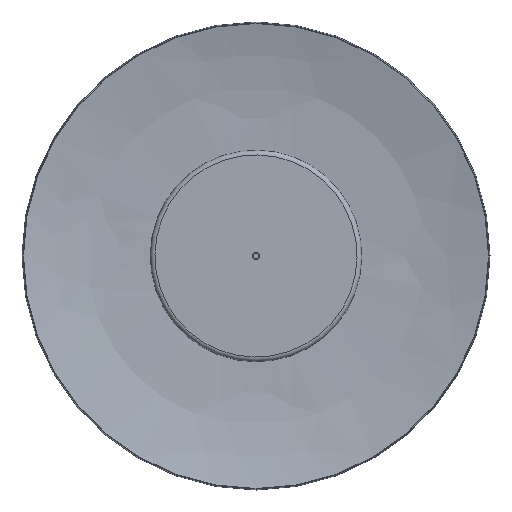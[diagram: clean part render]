
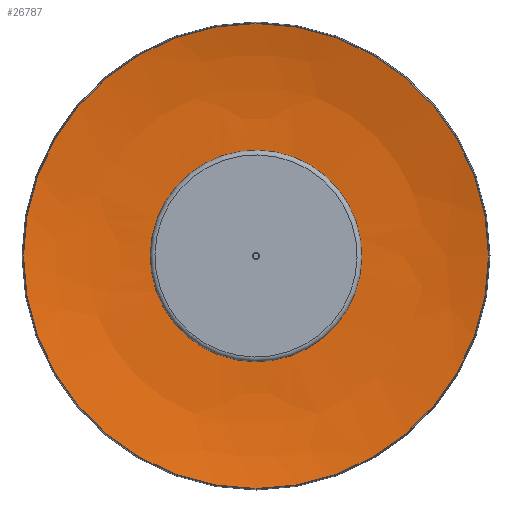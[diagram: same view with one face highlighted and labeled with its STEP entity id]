
A CAD part, front view. The second image highlights one B-rep face of the part: STEP entity #26787.
In plain terms, the highlighted free-form (B-spline) face has degree [2, 2] with [3, 9] control points.
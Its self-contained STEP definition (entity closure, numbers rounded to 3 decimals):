
#40=(
BOUNDED_SURFACE()
B_SPLINE_SURFACE(2,2,((#39269,#39270,#39271,#39272,#39273,#39274,#39275,
#39276,#39277),(#39278,#39279,#39280,#39281,#39282,#39283,#39284,#39285,
#39286),(#39287,#39288,#39289,#39290,#39291,#39292,#39293,#39294,#39295)),
 .UNSPECIFIED.,.F.,.T.,.F.)
B_SPLINE_SURFACE_WITH_KNOTS((3,3),(3,2,2,2,3),(-1.593,-1.318),
(-3.142,-1.571,0.,1.571,3.142),
 .UNSPECIFIED.)
GEOMETRIC_REPRESENTATION_ITEM()
RATIONAL_B_SPLINE_SURFACE(((1.,0.707,1.,0.707,1.,
0.707,1.,0.707,1.),(0.991,0.7,
0.991,0.7,0.991,0.7,
0.991,0.7,0.991),(1.,0.707,
1.,0.707,1.,0.707,1.,0.707,1.)))
REPRESENTATION_ITEM('')
SURFACE()
);
#7853=FACE_OUTER_BOUND('',#9416,.T.);
#9416=EDGE_LOOP('',(#19124,#19125,#19126,#19127,#19128,#19129));
#10979=CIRCLE('',#28661,112.304);
#10984=CIRCLE('',#28666,112.304);
#10985=CIRCLE('',#28667,248.401);
#10986=CIRCLE('',#28668,248.401);
#10987=CIRCLE('',#28669,500.);
#11915=VERTEX_POINT('',#39258);
#11916=VERTEX_POINT('',#39259);
#11920=VERTEX_POINT('',#39296);
#11921=VERTEX_POINT('',#39297);
#14578=EDGE_CURVE('',#11915,#11916,#10979,.T.);
#14583=EDGE_CURVE('',#11916,#11915,#10984,.T.);
#14584=EDGE_CURVE('',#11920,#11921,#10985,.T.);
#14585=EDGE_CURVE('',#11921,#11920,#10986,.T.);
#14586=EDGE_CURVE('',#11921,#11916,#10987,.T.);
#19124=ORIENTED_EDGE('',*,*,#14584,.F.);
#19125=ORIENTED_EDGE('',*,*,#14585,.F.);
#19126=ORIENTED_EDGE('',*,*,#14586,.T.);
#19127=ORIENTED_EDGE('',*,*,#14578,.F.);
#19128=ORIENTED_EDGE('',*,*,#14583,.F.);
#19129=ORIENTED_EDGE('',*,*,#14586,.F.);
#26787=ADVANCED_FACE('',(#7853),#40,.T.);
#28661=AXIS2_PLACEMENT_3D('',#39260,#31985,#31986);
#28666=AXIS2_PLACEMENT_3D('',#39268,#31995,#31996);
#28667=AXIS2_PLACEMENT_3D('',#39298,#31997,#31998);
#28668=AXIS2_PLACEMENT_3D('',#39299,#31999,#32000);
#28669=AXIS2_PLACEMENT_3D('',#39300,#32001,#32002);
#31985=DIRECTION('center_axis',(0.,-1.,0.));
#31986=DIRECTION('ref_axis',(0.,0.,
-1.));
#31995=DIRECTION('center_axis',(0.,-1.,0.));
#31996=DIRECTION('ref_axis',(0.,0.,
-1.));
#31997=DIRECTION('center_axis',(0.,1.,0.));
#31998=DIRECTION('ref_axis',(0.,0.,
-1.));
#31999=DIRECTION('center_axis',(0.,1.,0.));
#32000=DIRECTION('ref_axis',(0.,0.,
-1.));
#32001=DIRECTION('center_axis',(0.,0.,
1.));
#32002=DIRECTION('ref_axis',(1.,0.,0.));
#39258=CARTESIAN_POINT('',(0.,-36.494,112.304));
#39259=CARTESIAN_POINT('',(112.304,-36.494,0.));
#39260=CARTESIAN_POINT('Origin',(0.,-36.494,
0.));
#39268=CARTESIAN_POINT('Origin',(0.,-36.494,
0.));
#39269=CARTESIAN_POINT('Ctrl Pts',(112.304,-36.494,0.));
#39270=CARTESIAN_POINT('Ctrl Pts',(112.304,-36.494,112.304));
#39271=CARTESIAN_POINT('Ctrl Pts',(0.,-36.494,
112.304));
#39272=CARTESIAN_POINT('Ctrl Pts',(-112.304,-36.494,
112.304));
#39273=CARTESIAN_POINT('Ctrl Pts',(-112.304,-36.494,
0.));
#39274=CARTESIAN_POINT('Ctrl Pts',(-112.304,-36.494,
-112.304));
#39275=CARTESIAN_POINT('Ctrl Pts',(0.,-36.494,
-112.304));
#39276=CARTESIAN_POINT('Ctrl Pts',(112.304,-36.494,-112.304));
#39277=CARTESIAN_POINT('Ctrl Pts',(112.304,-36.494,0.));
#39278=CARTESIAN_POINT('Ctrl Pts',(181.441,-34.951,0.));
#39279=CARTESIAN_POINT('Ctrl Pts',(181.441,-34.951,181.441));
#39280=CARTESIAN_POINT('Ctrl Pts',(0.,-34.951,
181.441));
#39281=CARTESIAN_POINT('Ctrl Pts',(-181.441,-34.951,
181.441));
#39282=CARTESIAN_POINT('Ctrl Pts',(-181.441,-34.951,
0.));
#39283=CARTESIAN_POINT('Ctrl Pts',(-181.441,-34.951,
-181.441));
#39284=CARTESIAN_POINT('Ctrl Pts',(0.,-34.951,
-181.441));
#39285=CARTESIAN_POINT('Ctrl Pts',(181.441,-34.951,-181.441));
#39286=CARTESIAN_POINT('Ctrl Pts',(181.441,-34.951,0.));
#39287=CARTESIAN_POINT('Ctrl Pts',(248.401,-52.232,0.));
#39288=CARTESIAN_POINT('Ctrl Pts',(248.401,-52.232,248.401));
#39289=CARTESIAN_POINT('Ctrl Pts',(0.,-52.232,
248.401));
#39290=CARTESIAN_POINT('Ctrl Pts',(-248.401,-52.232,
248.401));
#39291=CARTESIAN_POINT('Ctrl Pts',(-248.401,-52.232,
0.));
#39292=CARTESIAN_POINT('Ctrl Pts',(-248.401,-52.232,-248.401));
#39293=CARTESIAN_POINT('Ctrl Pts',(0.,-52.232,
-248.401));
#39294=CARTESIAN_POINT('Ctrl Pts',(248.401,-52.232,-248.401));
#39295=CARTESIAN_POINT('Ctrl Pts',(248.401,-52.232,0.));
#39296=CARTESIAN_POINT('',(0.,-52.232,248.401));
#39297=CARTESIAN_POINT('',(248.401,-52.232,0.));
#39298=CARTESIAN_POINT('Origin',(0.,-52.232,
0.));
#39299=CARTESIAN_POINT('Origin',(0.,-52.232,
0.));
#39300=CARTESIAN_POINT('Origin',(123.461,-536.37,0.));
